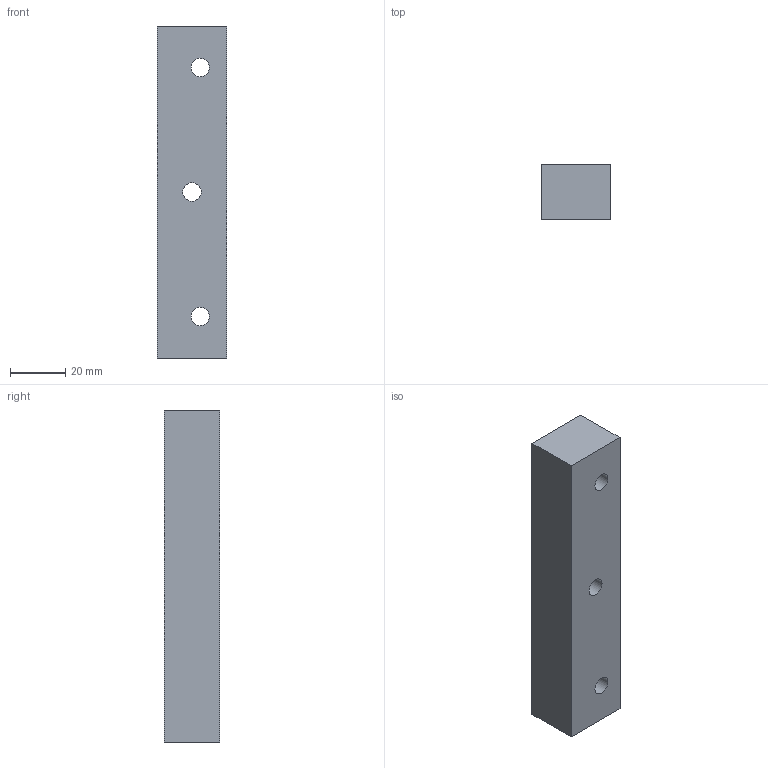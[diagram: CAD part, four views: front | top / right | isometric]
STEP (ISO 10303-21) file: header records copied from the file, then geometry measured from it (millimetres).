
FILE_DESCRIPTION(/* description */ ('Distanzsstück'),/* implementation_level */ '2;1');
FILE_NAME(/* name */ 'JR 810718.ipt_.step',/* time_stamp */ '2024-12-10T13:56:57+01:00',/* author */ ('FASC'),/* organization */ (''),/* preprocessor_version */ 'ST-DEVELOPER v18.1',/* originating_system */ 'Autodesk Inventor 2022',/* authorisation */ '');
FILE_SCHEMA (('AUTOMOTIVE_DESIGN { 1 0 10303 214 3 1 1 }'));
Length unit declared in the file: millimetre
Products named in the file (1): JR 810718
Bounding box: 25 x 20 x 120 mm (x, y, z)
Volume: 57937.5 mm3; surface area: 12840.8 mm2
Topology: 1 solids, 1 shells, 9 faces, 21 edges, 14 vertices
Faces by surface type: plane 6, cylinder 3
Full cylindrical faces by diameter (mm): 6.6 x2, 6.647 x1
Entity records: 316 total; most frequent: DIRECTION 47, CARTESIAN_POINT 45, ORIENTED_EDGE 42, EDGE_CURVE 21, AXIS2_PLACEMENT_3D 16, EDGE_LOOP 15, LINE 15, VECTOR 15
